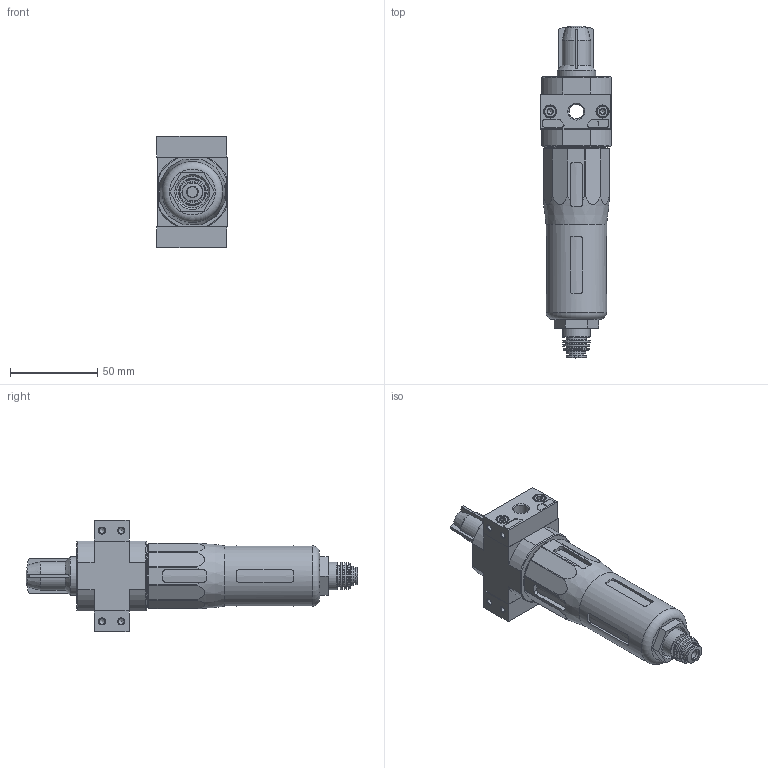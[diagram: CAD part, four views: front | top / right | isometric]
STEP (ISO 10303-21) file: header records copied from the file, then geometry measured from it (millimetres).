
FILE_DESCRIPTION(/* description */ ('STEP AP214'),/* implementation_level */ '2;1');
FILE_NAME(/* name */ '532827_LFMB-1_8-D-MINI-DA-A',/* time_stamp */ '2024-09-03T15:50:08+02:00',/* author */ ('License CC BY-ND 4.0'),/* organization */ ('CADENAS'),/* preprocessor_version */ 'ST-DEVELOPER v19.3',/* originating_system */ 'PARTsolutions',/* authorisation */ ' ');
FILE_SCHEMA (('AUTOMOTIVE_DESIGN {1 0 10303 214 3 1 1}'));
Length unit declared in the file: millimetre
Products named in the file (7): 532827 LFMB-1/8-D-MINI-DA-A; 670982 LFMB-D-MINI-DA-A; 380287 PBL-1/8-D-MINI-R---(0) p1; DIN-912 - M4x16(F); 359787 LF-D-MINI; 380285 PBL-1/8-D-MINI-L---(1) p1; 526489 MS4-LFR-V
Assembly tree (10 placements, depth 2):
  532827 LFMB-1/8-D-MINI-DA-A
    670982 LFMB-D-MINI-DA-A
    380287 PBL-1/8-D-MINI-R---(0) p1
    DIN-912 - M4x16(F)  x4
    359787 LF-D-MINI  x2
    380285 PBL-1/8-D-MINI-L---(1) p1
    526489 MS4-LFR-V
Bounding box: 40.4 x 190.02 x 64 mm (x, y, z)
Volume: 181307.2 mm3; surface area: 39667.2 mm2
Topology: 10 solids, 10 shells, 491 faces, 1136 edges, 707 vertices
Faces by surface type: plane 227, cylinder 131, cone 107, torus 25, sphere 1
Full cylindrical faces by diameter (mm): 3.242 x8, 4 x4, 5.2 x4, 6 x1, 6.3 x4, 6.5 x2, 7 x4, 8.566 x2, 11 x2, 11.4 x1, 11.6 x1, 11.8 x1, 12.2 x2, 15.7 x1, 15.8 x1, 15.9 x1, 18 x1, 22 x1, 22.2 x1, 34.7 x1, 36 x1, 37 x1
Entity records: 12975 total; most frequent: CARTESIAN_POINT 2426, DIRECTION 1792, ORIENTED_EDGE 1668, EDGE_CURVE 834, AXIS2_PLACEMENT_3D 713, VERTEX_POINT 595, FACE_BOUND 547, EDGE_LOOP 540
